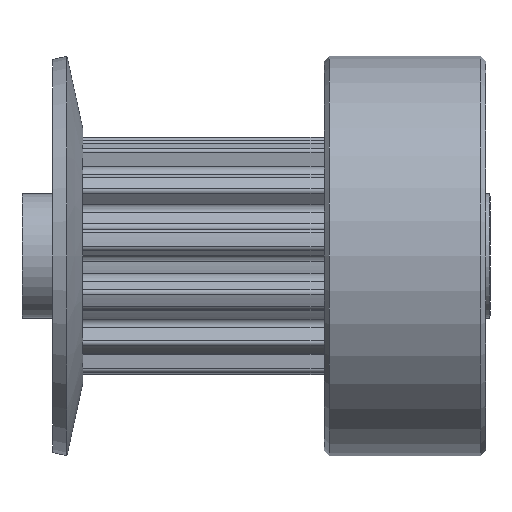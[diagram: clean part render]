
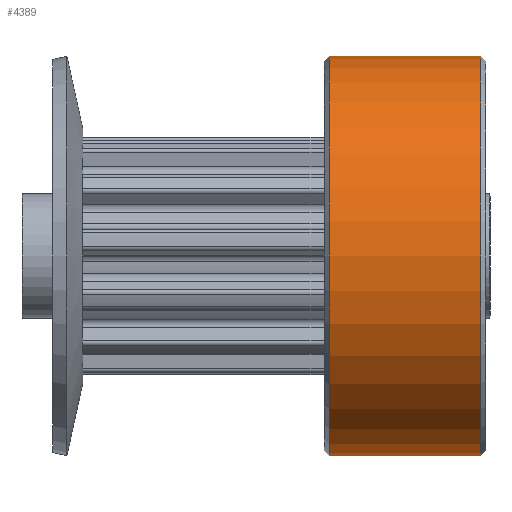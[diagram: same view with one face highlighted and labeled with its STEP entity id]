
A CAD part, front view. The second image highlights one B-rep face of the part: STEP entity #4389.
In plain terms, the highlighted cylindrical face has radius 6.096 mm (diameter 12.192 mm), a partial arc.
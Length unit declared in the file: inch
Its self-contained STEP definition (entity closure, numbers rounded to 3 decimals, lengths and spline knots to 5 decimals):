
#11 = CARTESIAN_POINT ( 'NONE',  ( 0.26995, 0., -0.24 ) ) ;
#40 = EDGE_CURVE ( 'NONE', #2292, #1919, #3877, .T. ) ;
#179 = VERTEX_POINT ( 'NONE', #11 ) ;
#443 = LINE ( 'NONE', #3350, #5337 ) ;
#472 = AXIS2_PLACEMENT_3D ( 'NONE', #2577, #5881, #3059 ) ;
#487 = DIRECTION ( 'NONE',  ( -1., 0., 0. ) ) ;
#730 = VECTOR ( 'NONE', #3122, 39.37008 ) ;
#803 = FACE_OUTER_BOUND ( 'NONE', #2844, .T. ) ;
#1036 = DIRECTION ( 'NONE',  ( 0., 0., 1. ) ) ;
#1074 = DIRECTION ( 'NONE',  ( 1., 0., 0. ) ) ;
#1095 = CARTESIAN_POINT ( 'NONE',  ( 0.08805, 0., 0. ) ) ;
#1542 = ORIENTED_EDGE ( 'NONE', *, *, #1971, .F. ) ;
#1919 = VERTEX_POINT ( 'NONE', #2215 ) ;
#1971 = EDGE_CURVE ( 'NONE', #179, #1919, #443, .T. ) ;
#2023 = LINE ( 'NONE', #5953, #730 ) ;
#2160 = CIRCLE ( 'NONE', #472, 0.24 ) ;
#2215 = CARTESIAN_POINT ( 'NONE',  ( 0.08805, 0., -0.24 ) ) ;
#2292 = VERTEX_POINT ( 'NONE', #3688 ) ;
#2368 = AXIS2_PLACEMENT_3D ( 'NONE', #3248, #4196, #2784 ) ;
#2482 = EDGE_CURVE ( 'NONE', #4295, #2292, #2023, .T. ) ;
#2577 = CARTESIAN_POINT ( 'NONE',  ( 0.26995, 0., 0. ) ) ;
#2784 = DIRECTION ( 'NONE',  ( 0., 0., 1. ) ) ;
#2844 = EDGE_LOOP ( 'NONE', ( #1542, #5310, #4481, #2937 ) ) ;
#2937 = ORIENTED_EDGE ( 'NONE', *, *, #40, .T. ) ;
#3059 = DIRECTION ( 'NONE',  ( 0., 0., -1. ) ) ;
#3122 = DIRECTION ( 'NONE',  ( -1., 0., 0. ) ) ;
#3163 = CARTESIAN_POINT ( 'NONE',  ( 0.26995, 0., 0.24 ) ) ;
#3248 = CARTESIAN_POINT ( 'NONE',  ( -0.31404, 0., 0. ) ) ;
#3350 = CARTESIAN_POINT ( 'NONE',  ( -0.31404, 0., -0.24 ) ) ;
#3688 = CARTESIAN_POINT ( 'NONE',  ( 0.08805, 0., 0.24 ) ) ;
#3877 = CIRCLE ( 'NONE', #4104, 0.24 ) ;
#4104 = AXIS2_PLACEMENT_3D ( 'NONE', #1095, #1074, #1036 ) ;
#4132 = EDGE_CURVE ( 'NONE', #179, #4295, #2160, .T. ) ;
#4196 = DIRECTION ( 'NONE',  ( -1., 0., 0. ) ) ;
#4295 = VERTEX_POINT ( 'NONE', #3163 ) ;
#4389 = ADVANCED_FACE ( 'NONE', ( #803 ), #4435, .T. ) ;
#4435 = CYLINDRICAL_SURFACE ( 'NONE', #2368, 0.24 ) ;
#4481 = ORIENTED_EDGE ( 'NONE', *, *, #2482, .T. ) ;
#5310 = ORIENTED_EDGE ( 'NONE', *, *, #4132, .T. ) ;
#5337 = VECTOR ( 'NONE', #487, 39.37008 ) ;
#5881 = DIRECTION ( 'NONE',  ( -1., 0., 0. ) ) ;
#5953 = CARTESIAN_POINT ( 'NONE',  ( -0.31404, 0., 0.24 ) ) ;
